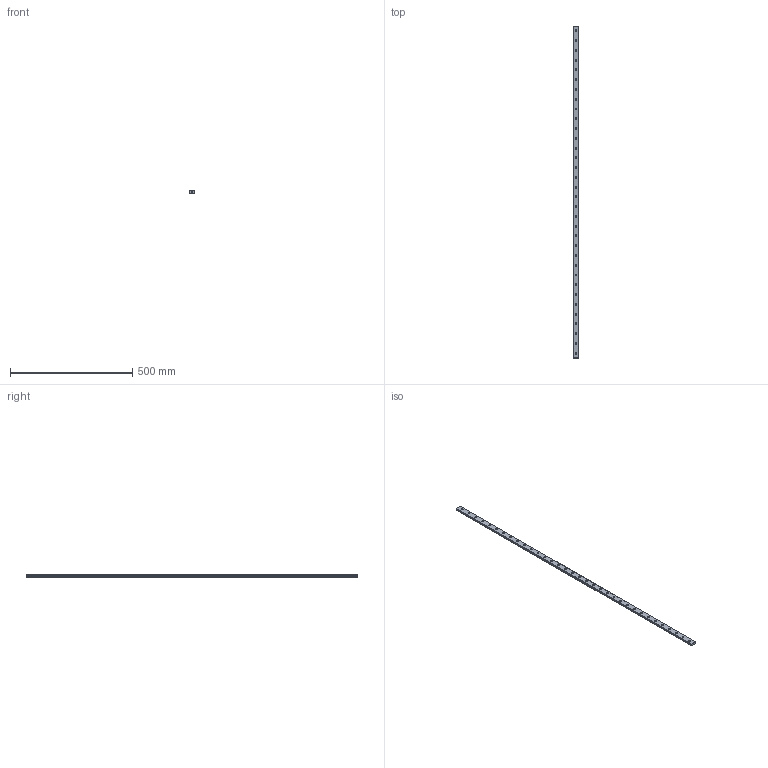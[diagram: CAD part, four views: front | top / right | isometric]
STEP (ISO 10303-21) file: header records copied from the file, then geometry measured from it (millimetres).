
FILE_DESCRIPTION(('STEP AP214'),'1');
FILE_NAME('cctmp_F337D94B-6752-45CB-9E77-6E7D0860C341_2021_02_24_09_35_53_0923..stp','2021-02-24T08:35:54',('HIWIN GmbH'),('CADClick - www.CADClick.com'),'Spatial InterOp 3D',' ','unknown authorization');
FILE_SCHEMA(('AUTOMOTIVE_DESIGN'));
Length unit declared in the file: millimetre
Products named in the file (1): MGWR12R1360CM_FILE
Bounding box: 24 x 1360 x 8.5 mm (x, y, z)
Volume: 262329.7 mm3; surface area: 101330.2 mm2
Topology: 1 solids, 1 shells, 401 faces, 879 edges, 586 vertices
Faces by surface type: cylinder 220, plane 181
Entity records: 14425 total; most frequent: DIRECTION 2123, CARTESIAN_POINT 1867, ORIENTED_EDGE 1758, EDGE_CURVE 879, AXIS2_PLACEMENT_3D 842, VERTEX_POINT 586, EDGE_LOOP 507, CIRCLE 440
